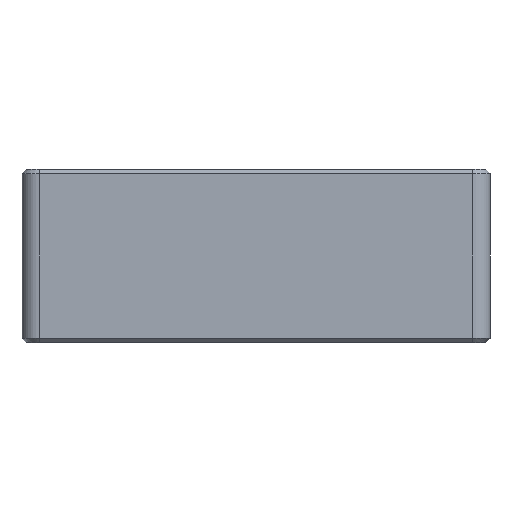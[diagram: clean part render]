
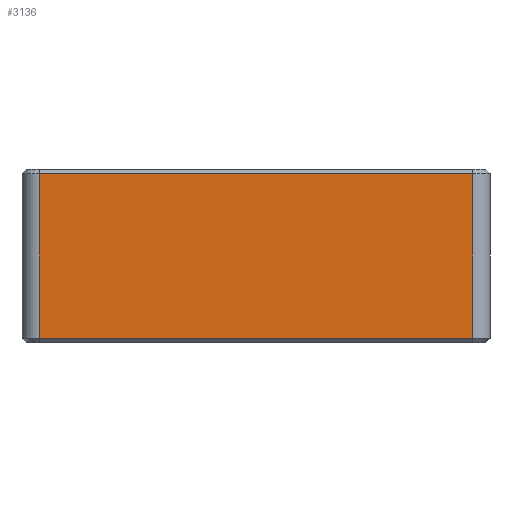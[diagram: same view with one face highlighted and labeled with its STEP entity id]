
A CAD part, front view. The second image highlights one B-rep face of the part: STEP entity #3136.
In plain terms, the highlighted planar face has unit normal (0, -1, 0).
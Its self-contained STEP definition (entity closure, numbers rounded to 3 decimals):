
#4 = ORIENTED_EDGE ( 'NONE', *, *, #1398, .T. ) ;
#30 = CARTESIAN_POINT ( 'NONE',  ( 0., 0., 19.5 ) ) ;
#219 = CARTESIAN_POINT ( 'NONE',  ( 52., 0., 0.5 ) ) ;
#371 = DIRECTION ( 'NONE',  ( 0., 0., 1. ) ) ;
#380 = CARTESIAN_POINT ( 'NONE',  ( 2., 0., 19.5 ) ) ;
#402 = ORIENTED_EDGE ( 'NONE', *, *, #2145, .T. ) ;
#572 = ORIENTED_EDGE ( 'NONE', *, *, #956, .T. ) ;
#608 = VECTOR ( 'NONE', #1694, 1000. ) ;
#694 = DIRECTION ( 'NONE',  ( 0., 0., 1. ) ) ;
#702 = PLANE ( 'NONE',  #1533 ) ;
#859 = VERTEX_POINT ( 'NONE', #2495 ) ;
#876 = LINE ( 'NONE', #2403, #2973 ) ;
#956 = EDGE_CURVE ( 'NONE', #3550, #859, #1399, .T. ) ;
#961 = LINE ( 'NONE', #3058, #3128 ) ;
#991 = CARTESIAN_POINT ( 'NONE',  ( 52., 0., 19.5 ) ) ;
#1162 = VERTEX_POINT ( 'NONE', #380 ) ;
#1398 = EDGE_CURVE ( 'NONE', #1893, #1162, #1478, .T. ) ;
#1399 = LINE ( 'NONE', #219, #608 ) ;
#1478 = LINE ( 'NONE', #30, #3645 ) ;
#1533 = AXIS2_PLACEMENT_3D ( 'NONE', #2446, #3360, #371 ) ;
#1561 = ORIENTED_EDGE ( 'NONE', *, *, #3760, .T. ) ;
#1694 = DIRECTION ( 'NONE',  ( 1., 0., 0. ) ) ;
#1893 = VERTEX_POINT ( 'NONE', #991 ) ;
#1908 = FACE_OUTER_BOUND ( 'NONE', #2790, .T. ) ;
#2145 = EDGE_CURVE ( 'NONE', #1162, #3550, #876, .T. ) ;
#2347 = DIRECTION ( 'NONE',  ( 0., 0., -1. ) ) ;
#2403 = CARTESIAN_POINT ( 'NONE',  ( 2., 0., 20. ) ) ;
#2446 = CARTESIAN_POINT ( 'NONE',  ( 0., 0., 20. ) ) ;
#2495 = CARTESIAN_POINT ( 'NONE',  ( 52., 0., 0.5 ) ) ;
#2790 = EDGE_LOOP ( 'NONE', ( #1561, #4, #402, #572 ) ) ;
#2973 = VECTOR ( 'NONE', #2347, 1000. ) ;
#2995 = CARTESIAN_POINT ( 'NONE',  ( 2., 0., 0.5 ) ) ;
#3058 = CARTESIAN_POINT ( 'NONE',  ( 52., 0., 20. ) ) ;
#3128 = VECTOR ( 'NONE', #694, 1000. ) ;
#3136 = ADVANCED_FACE ( 'NONE', ( #1908 ), #702, .F. ) ;
#3360 = DIRECTION ( 'NONE',  ( 0., 1., 0. ) ) ;
#3550 = VERTEX_POINT ( 'NONE', #2995 ) ;
#3645 = VECTOR ( 'NONE', #3656, 1000. ) ;
#3656 = DIRECTION ( 'NONE',  ( -1., 0., 0. ) ) ;
#3760 = EDGE_CURVE ( 'NONE', #859, #1893, #961, .T. ) ;
